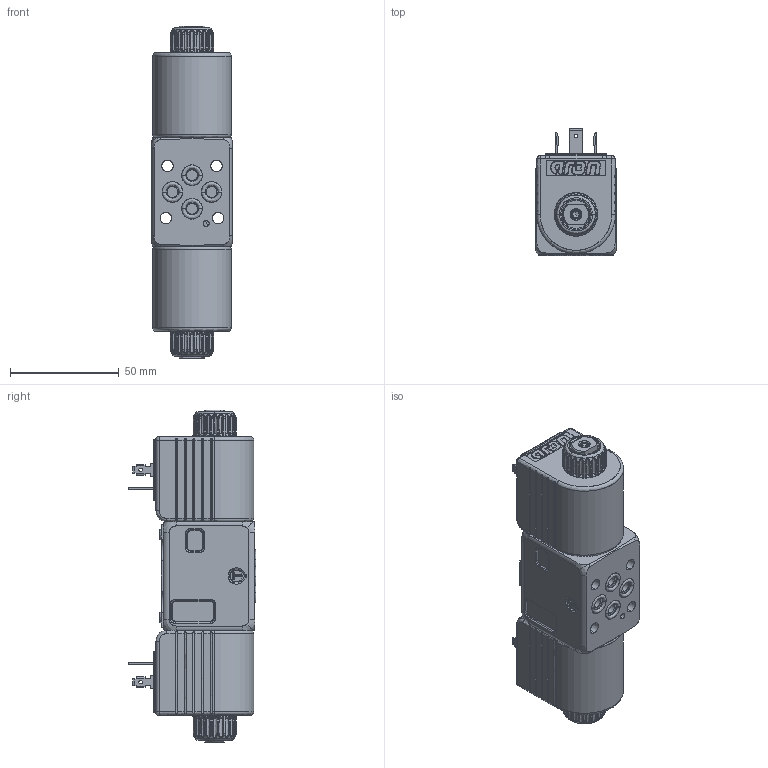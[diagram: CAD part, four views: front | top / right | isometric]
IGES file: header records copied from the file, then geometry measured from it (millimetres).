
Start section: SolidWorks IGES file using analytic representation for surfaces
Global section: file name: AD2E--C-S13.igs; native system: SolidWorks 2014; preprocessor: SolidWorks 2014; author: serviziopdm; date: 160929.164741; units: millimetre
Bounding box: 37 x 58.66 x 152.6 mm (x, y, z)
Surface area: 35097 mm2 (no closed solid volume)
Topology: 0 solids, 0 shells, 1959 faces, 19991 edges, 19973 vertices
Faces by surface type: bspline 1174, revolution 785
